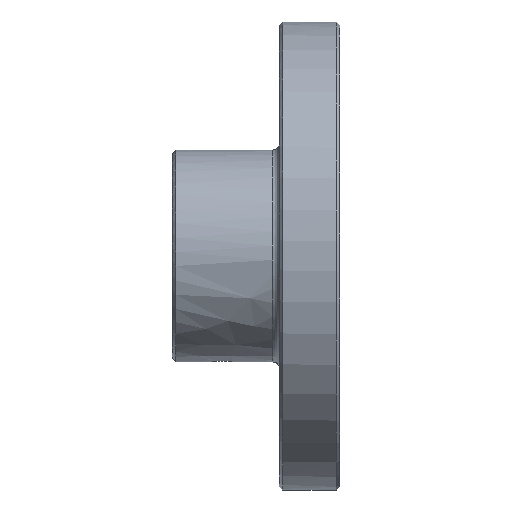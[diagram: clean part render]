
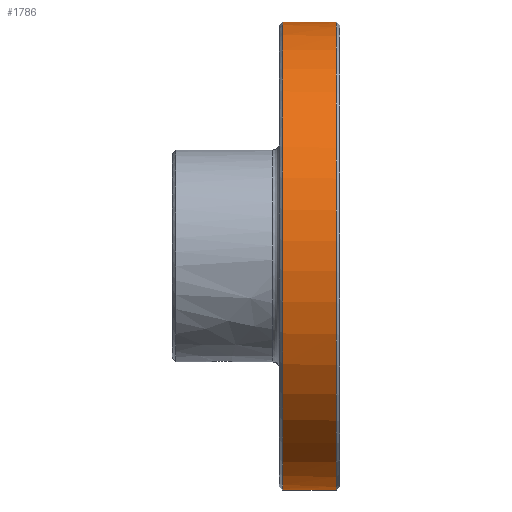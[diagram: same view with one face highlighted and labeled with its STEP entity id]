
A CAD part, left-side view. The second image highlights one B-rep face of the part: STEP entity #1786.
In plain terms, the highlighted free-form (B-spline) face has degree [2, 1] with [5, 2] control points.
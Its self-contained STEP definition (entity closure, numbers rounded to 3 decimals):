
#850 = VERTEX_POINT('',#851);
#851 = CARTESIAN_POINT('',(0.,15.694,
    64.623));
#857 = VERTEX_POINT('',#858);
#858 = CARTESIAN_POINT('',(0.,15.694,-64.623));
#898 = VERTEX_POINT('',#899);
#899 = CARTESIAN_POINT('',(0.,0.923,-64.623));
#905 = VERTEX_POINT('',#906);
#906 = CARTESIAN_POINT('',(0.,0.923,
    64.623));
#1521 = EDGE_CURVE('',#850,#905,#1522,.T.);
#1522 = B_SPLINE_CURVE_WITH_KNOTS('',1,(#1523,#1524),.UNSPECIFIED.,.F.,
  .F.,(2,2),(1.,17.),.PIECEWISE_BEZIER_KNOTS.);
#1523 = CARTESIAN_POINT('',(0.,15.694,
    64.623));
#1524 = CARTESIAN_POINT('',(0.,0.923,
    64.623));
#1527 = EDGE_CURVE('',#857,#898,#1528,.T.);
#1528 = B_SPLINE_CURVE_WITH_KNOTS('',1,(#1529,#1530),.UNSPECIFIED.,.F.,
  .F.,(2,2),(1.,17.),.PIECEWISE_BEZIER_KNOTS.);
#1529 = CARTESIAN_POINT('',(0.,15.694,-64.623));
#1530 = CARTESIAN_POINT('',(0.,0.923,-64.623));
#1786 = ADVANCED_FACE('',(#1787),#1807,.T.);
#1787 = FACE_BOUND('',#1788,.T.);
#1788 = EDGE_LOOP('',(#1789,#1790,#1798,#1799));
#1789 = ORIENTED_EDGE('',*,*,#1521,.F.);
#1790 = ORIENTED_EDGE('',*,*,#1791,.T.);
#1791 = EDGE_CURVE('',#850,#857,#1792,.T.);
#1792 = ( BOUNDED_CURVE() B_SPLINE_CURVE(2,(#1793,#1794,#1795,#1796,
#1797),.UNSPECIFIED.,.F.,.F.) B_SPLINE_CURVE_WITH_KNOTS((3,2,3),(0.,
1.571,3.142),.PIECEWISE_BEZIER_KNOTS.) CURVE() 
GEOMETRIC_REPRESENTATION_ITEM() RATIONAL_B_SPLINE_CURVE((1.,
0.707,1.,0.707,1.)) REPRESENTATION_ITEM('') );
#1793 = CARTESIAN_POINT('',(0.,15.694,64.623));
#1794 = CARTESIAN_POINT('',(-64.623,15.694,
    64.623));
#1795 = CARTESIAN_POINT('',(-64.623,15.694,
    0.));
#1796 = CARTESIAN_POINT('',(-64.623,15.694,
    -64.623));
#1797 = CARTESIAN_POINT('',(0.,15.694,
    -64.623));
#1798 = ORIENTED_EDGE('',*,*,#1527,.T.);
#1799 = ORIENTED_EDGE('',*,*,#1800,.T.);
#1800 = EDGE_CURVE('',#898,#905,#1801,.T.);
#1801 = ( BOUNDED_CURVE() B_SPLINE_CURVE(2,(#1802,#1803,#1804,#1805,
#1806),.UNSPECIFIED.,.F.,.F.) B_SPLINE_CURVE_WITH_KNOTS((3,2,3),(
    3.142,4.712,6.283),
.PIECEWISE_BEZIER_KNOTS.) CURVE() GEOMETRIC_REPRESENTATION_ITEM() 
RATIONAL_B_SPLINE_CURVE((1.,0.707,1.,0.707,1.)) 
REPRESENTATION_ITEM('') );
#1802 = CARTESIAN_POINT('',(0.,0.923,
    -64.623));
#1803 = CARTESIAN_POINT('',(-64.623,0.923,
    -64.623));
#1804 = CARTESIAN_POINT('',(-64.623,0.923,
    0.));
#1805 = CARTESIAN_POINT('',(-64.623,0.923,
    64.623));
#1806 = CARTESIAN_POINT('',(0.,0.923,
    64.623));
#1807 = ( BOUNDED_SURFACE() B_SPLINE_SURFACE(2,1,(
    (#1808,#1809)
    ,(#1810,#1811)
    ,(#1812,#1813)
    ,(#1814,#1815)
    ,(#1816,#1817
)),.UNSPECIFIED.,.F.,.F.,.F.) B_SPLINE_SURFACE_WITH_KNOTS((3,2,3),(2,2),
  (3.142,4.712,6.283),(1.,17.),
.PIECEWISE_BEZIER_KNOTS.) GEOMETRIC_REPRESENTATION_ITEM() 
RATIONAL_B_SPLINE_SURFACE((
    (1.,1.)
    ,(0.707,0.707)
    ,(1.,1.)
    ,(0.707,0.707)
,(1.,1.))) REPRESENTATION_ITEM('') SURFACE() );
#1808 = CARTESIAN_POINT('',(0.,15.694,
    64.623));
#1809 = CARTESIAN_POINT('',(0.,0.923,
    64.623));
#1810 = CARTESIAN_POINT('',(-64.623,15.694,
    64.623));
#1811 = CARTESIAN_POINT('',(-64.623,0.923,
    64.623));
#1812 = CARTESIAN_POINT('',(-64.623,15.694,
    0.));
#1813 = CARTESIAN_POINT('',(-64.623,0.923,
    0.));
#1814 = CARTESIAN_POINT('',(-64.623,15.694,
    -64.623));
#1815 = CARTESIAN_POINT('',(-64.623,0.923,
    -64.623));
#1816 = CARTESIAN_POINT('',(0.,15.694,
    -64.623));
#1817 = CARTESIAN_POINT('',(0.,0.923,
    -64.623));
